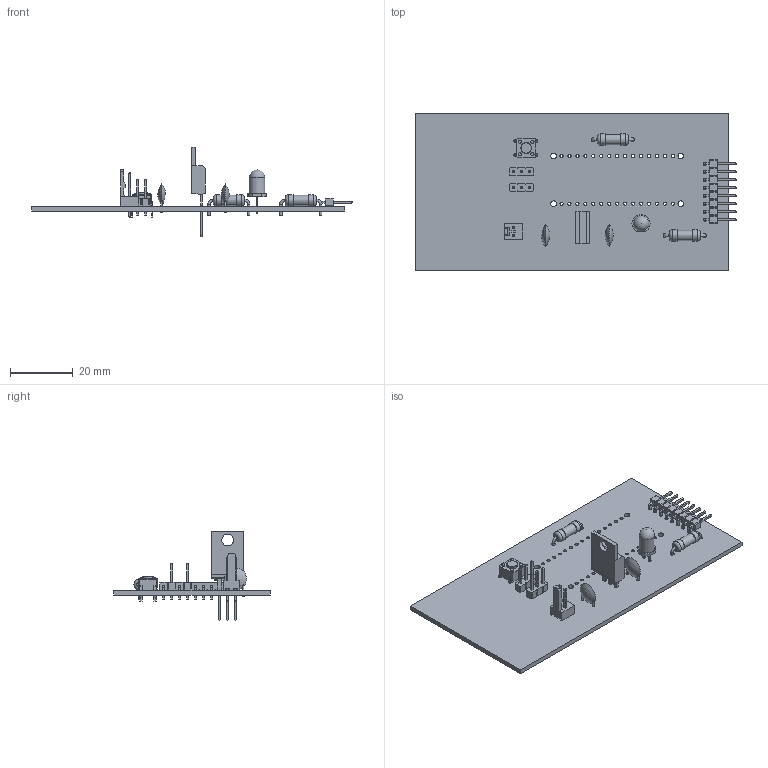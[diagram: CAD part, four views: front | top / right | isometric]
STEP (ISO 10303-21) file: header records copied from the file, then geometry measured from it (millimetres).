
FILE_DESCRIPTION(('KiCad electronic assembly'),'2;1');
FILE_NAME('modulo_seguidor-3D.step','2025-05-09T02:34:26',('Pcbnew'),( 'Kicad'),'Open CASCADE STEP processor 7.6','KiCad to STEP converter' ,'Unknown');
FILE_SCHEMA(('AUTOMOTIVE_DESIGN { 1 0 10303 214 1 1 1 1 }'));
Length unit declared in the file: millimetre
Products named in the file (12): modulo_seguidor-3D 1; Molex_KK-254_AE-6410-02A_1x02_P2.54mm_Vertical; PinHeader_1x03_P2.54mm_Vertical; Arduino Nano; LED_D5.0mm; C_Disc_D7.0mm_W2.5mm_P5.00mm; PinHeader_1x08_P2.54mm_Horizontal; R_Axial_DIN0411_L9.9mm_D3.6mm_P12.70mm_Horizontal_3_3_1; R_Axial_DIN0411_L9.9mm_D3.6mm_P12.70mm_Horizontal_1_0_2; TO-220-3_Vertical; SW_PUSH_6mm; kibot_9ww6ofg5_PCB
Assembly tree (13 placements, depth 2):
  modulo_seguidor-3D 1
    Molex_KK-254_AE-6410-02A_1x02_P2.54mm_Vertical
    PinHeader_1x03_P2.54mm_Vertical  x2
    Arduino Nano
    LED_D5.0mm
    C_Disc_D7.0mm_W2.5mm_P5.00mm  x2
    PinHeader_1x08_P2.54mm_Horizontal
    R_Axial_DIN0411_L9.9mm_D3.6mm_P12.70mm_Horizontal_3_3_1
    R_Axial_DIN0411_L9.9mm_D3.6mm_P12.70mm_Horizontal_1_0_2
    TO-220-3_Vertical
    SW_PUSH_6mm
    kibot_9ww6ofg5_PCB
Bounding box: 102.28 x 50 x 28.52 mm (x, y, z)
Volume: 8927.8 mm3; surface area: 13184.1 mm2
Topology: 12 solids, 12 shells, 733 faces, 1834 edges, 1168 vertices
Faces by surface type: plane 573, cylinder 138, torus 9, revolution 8, sphere 5
Full cylindrical faces by diameter (mm): 0.5 x4, 0.8 x12, 0.9 x2, 1 x18, 1.016 x30, 1.1 x7, 1.19 x2, 1.2 x4, 1.8 x4, 3.24 x2, 3.5 x1, 3.6 x4, 3.735 x1, 4.9 x1
Entity records: 20519 total; most frequent: CARTESIAN_POINT 4318, ORIENTED_EDGE 3248, DIRECTION 3232, EDGE_CURVE 1624, LINE 1322, VECTOR 1322, VERTEX_POINT 1039, AXIS2_PLACEMENT_3D 953
